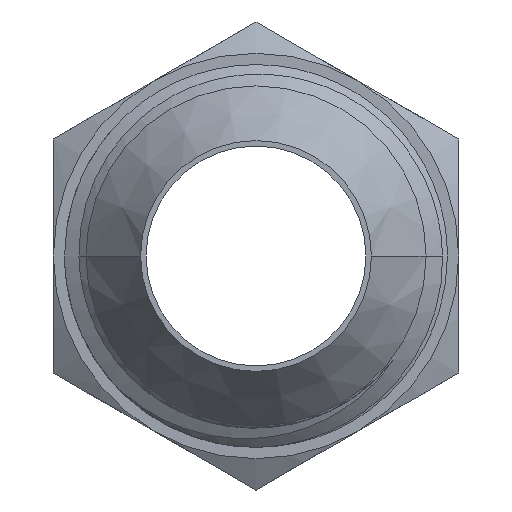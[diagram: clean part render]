
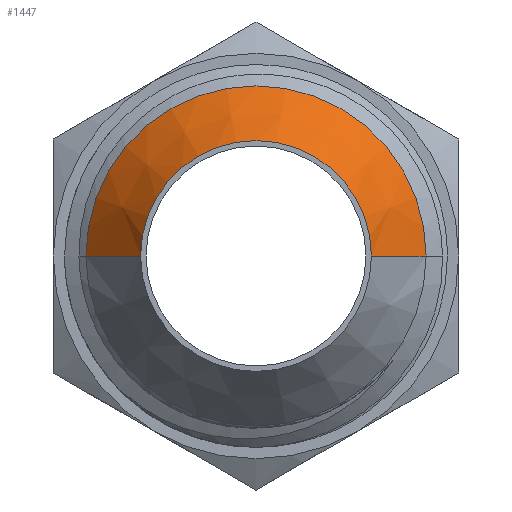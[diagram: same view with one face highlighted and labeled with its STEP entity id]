
A CAD part, left-side view. The second image highlights one B-rep face of the part: STEP entity #1447.
In plain terms, the highlighted conical face has half-angle 37 degrees and reference radius 0.472 mm.
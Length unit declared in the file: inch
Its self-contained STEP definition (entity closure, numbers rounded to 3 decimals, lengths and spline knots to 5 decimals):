
#112=CONICAL_SURFACE('',#1545,0.01859,0.646);
#170=FACE_OUTER_BOUND('',#259,.T.);
#259=EDGE_LOOP('',(#982,#983,#984,#985));
#346=CIRCLE('',#1544,0.01859);
#347=CIRCLE('',#1546,0.01261);
#451=LINE('',#2280,#515);
#452=LINE('',#2281,#516);
#515=VECTOR('',#1699,1.55);
#516=VECTOR('',#1700,1.55);
#587=VERTEX_POINT('',#2271);
#588=VERTEX_POINT('',#2272);
#589=VERTEX_POINT('',#2277);
#590=VERTEX_POINT('',#2278);
#740=EDGE_CURVE('',#587,#588,#346,.T.);
#743=EDGE_CURVE('',#589,#590,#347,.T.);
#744=EDGE_CURVE('',#590,#588,#451,.T.);
#745=EDGE_CURVE('',#589,#587,#452,.T.);
#982=ORIENTED_EDGE('',*,*,#743,.T.);
#983=ORIENTED_EDGE('',*,*,#744,.T.);
#984=ORIENTED_EDGE('',*,*,#740,.F.);
#985=ORIENTED_EDGE('',*,*,#745,.F.);
#1447=ADVANCED_FACE('',(#170),#112,.T.);
#1544=AXIS2_PLACEMENT_3D('',#2273,#1691,#1692);
#1545=AXIS2_PLACEMENT_3D('',#2276,#1695,#1696);
#1546=AXIS2_PLACEMENT_3D('',#2279,#1697,#1698);
#1691=DIRECTION('center_axis',(-1.,0.,0.));
#1692=DIRECTION('ref_axis',(0.,0.,1.));
#1695=DIRECTION('center_axis',(-1.,0.,0.));
#1696=DIRECTION('ref_axis',(0.,0.,1.));
#1697=DIRECTION('center_axis',(-1.,0.,0.));
#1698=DIRECTION('ref_axis',(0.,0.,1.));
#1699=DIRECTION('',(-0.799,0.,-0.602));
#1700=DIRECTION('',(-0.799,0.,0.602));
#2271=CARTESIAN_POINT('',(0.03262,0.,0.01859));
#2272=CARTESIAN_POINT('',(0.03262,0.,-0.01859));
#2273=CARTESIAN_POINT('Origin',(0.03262,0.,
0.));
#2276=CARTESIAN_POINT('Origin',(0.03262,0.,
0.));
#2277=CARTESIAN_POINT('',(0.04055,0.,0.01261));
#2278=CARTESIAN_POINT('',(0.04055,0.,-0.01261));
#2279=CARTESIAN_POINT('Origin',(0.04055,0.,
0.));
#2280=CARTESIAN_POINT('',(0.03262,0.,-0.01859));
#2281=CARTESIAN_POINT('',(0.03262,0.,0.01859));
